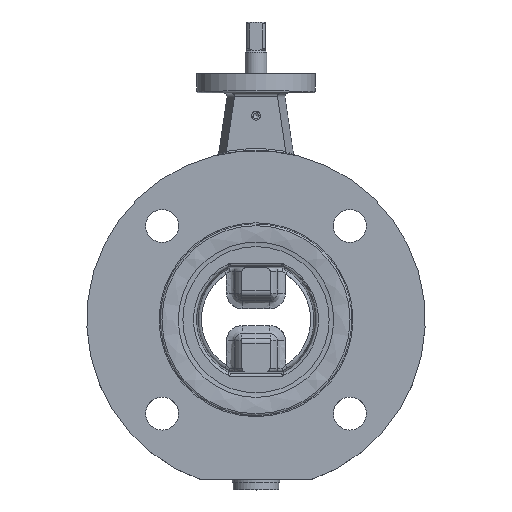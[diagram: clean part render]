
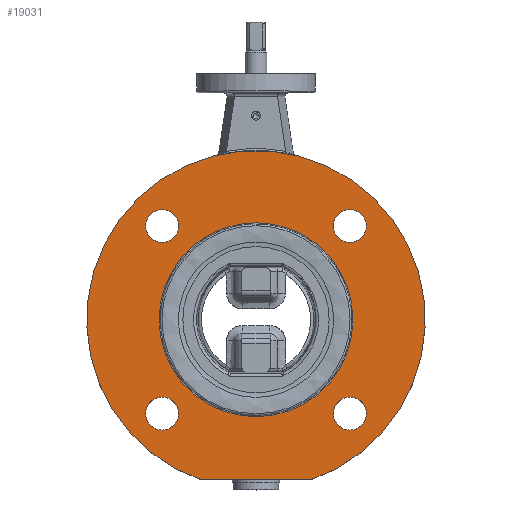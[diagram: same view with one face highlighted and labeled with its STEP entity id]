
A CAD part, top view. The second image highlights one B-rep face of the part: STEP entity #19031.
In plain terms, the highlighted free-form (B-spline) face has degree [1, 1] with [2, 2] control points.
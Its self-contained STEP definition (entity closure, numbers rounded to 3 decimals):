
#121=CARTESIAN_POINT('',(30.0,-87.5,17.5));
#122=VERTEX_POINT('',#121);
#123=CARTESIAN_POINT('',(-30.0,-87.5,17.5));
#124=VERTEX_POINT('',#123);
#125=CARTESIAN_POINT('',(30.0,-87.5,17.5));
#126=DIRECTION('',(-1.0,0.0,0.0));
#127=VECTOR('',#126,60.0);
#128=LINE('',#125,#127);
#129=EDGE_CURVE('',#122,#124,#128,.T.);
#18591=CARTESIAN_POINT('',(0.0,0.0,17.5));
#18592=DIRECTION('',(0.0,0.0,1.0));
#18593=DIRECTION('',(-1.0,0.0,0.0));
#18594=AXIS2_PLACEMENT_3D('',#18591,#18592,#18593);
#18595=CIRCLE('',#18594,92.5);
#18596=EDGE_CURVE('',#122,#124,#18595,.T.);
#18799=CARTESIAN_POINT('',(-60.265,51.265,17.5));
#18800=VERTEX_POINT('',#18799);
#18801=CARTESIAN_POINT('',(-51.265,51.265,17.5));
#18802=DIRECTION('',(0.0,0.0,1.0));
#18803=DIRECTION('',(1.0,0.0,0.0));
#18804=AXIS2_PLACEMENT_3D('',#18801,#18802,#18803);
#18805=CIRCLE('',#18804,9.0);
#18806=EDGE_CURVE('',#18800,#18800,#18805,.T.);
#18827=CARTESIAN_POINT('',(51.265,60.265,17.5));
#18828=VERTEX_POINT('',#18827);
#18829=CARTESIAN_POINT('',(51.265,51.265,17.5));
#18830=DIRECTION('',(0.0,0.0,1.0));
#18831=DIRECTION('',(0.0,-1.0,0.0));
#18832=AXIS2_PLACEMENT_3D('',#18829,#18830,#18831);
#18833=CIRCLE('',#18832,9.0);
#18834=EDGE_CURVE('',#18828,#18828,#18833,.T.);
#18855=CARTESIAN_POINT('',(-51.265,-60.265,17.5));
#18856=VERTEX_POINT('',#18855);
#18857=CARTESIAN_POINT('',(-51.265,-51.265,17.5));
#18858=DIRECTION('',(0.0,0.0,1.0));
#18859=DIRECTION('',(0.0,1.0,0.0));
#18860=AXIS2_PLACEMENT_3D('',#18857,#18858,#18859);
#18861=CIRCLE('',#18860,9.0);
#18862=EDGE_CURVE('',#18856,#18856,#18861,.T.);
#18883=CARTESIAN_POINT('',(60.265,-51.265,17.5));
#18884=VERTEX_POINT('',#18883);
#18885=CARTESIAN_POINT('',(51.265,-51.265,17.5));
#18886=DIRECTION('',(0.0,0.0,1.0));
#18887=DIRECTION('',(-1.0,0.0,0.0));
#18888=AXIS2_PLACEMENT_3D('',#18885,#18886,#18887);
#18889=CIRCLE('',#18888,9.0);
#18890=EDGE_CURVE('',#18884,#18884,#18889,.T.);
#18999=CARTESIAN_POINT('',(-92.5,92.5,17.5));
#19000=CARTESIAN_POINT('',(92.5,92.5,17.5));
#19001=CARTESIAN_POINT('',(-92.5,-87.5,17.5));
#19002=CARTESIAN_POINT('',(92.5,-87.5,17.5));
#19003=B_SPLINE_SURFACE_WITH_KNOTS('',1,1,((#18999,#19001),(#19000,#19002)),.UNSPECIFIED.,.F.,.F.,.U.,(2,2),(2,2),(0.0,185.0),(0.0,180.0),.UNSPECIFIED.);
#19004=ORIENTED_EDGE('',*,*,#129,.F.);
#19005=ORIENTED_EDGE('',*,*,#18596,.T.);
#19006=EDGE_LOOP('',(#19004,#19005));
#19007=FACE_OUTER_BOUND('',#19006,.T.);
#19008=ORIENTED_EDGE('',*,*,#18890,.F.);
#19009=EDGE_LOOP('',(#19008));
#19010=FACE_BOUND('',#19009,.T.);
#19011=ORIENTED_EDGE('',*,*,#18862,.F.);
#19012=EDGE_LOOP('',(#19011));
#19013=FACE_BOUND('',#19012,.T.);
#19014=ORIENTED_EDGE('',*,*,#18834,.F.);
#19015=EDGE_LOOP('',(#19014));
#19016=FACE_BOUND('',#19015,.T.);
#19017=ORIENTED_EDGE('',*,*,#18806,.F.);
#19018=EDGE_LOOP('',(#19017));
#19019=FACE_BOUND('',#19018,.T.);
#19020=CARTESIAN_POINT('',(0.0,53.,17.5));
#19021=VERTEX_POINT('',#19020);
#19022=CARTESIAN_POINT('',(0.0,0.0,17.5));
#19023=DIRECTION('',(0.0,0.0,-1.0));
#19024=DIRECTION('',(0.0,1.0,0.0));
#19025=AXIS2_PLACEMENT_3D('',#19022,#19023,#19024);
#19026=CIRCLE('',#19025,53.);
#19027=EDGE_CURVE('',#19021,#19021,#19026,.T.);
#19028=ORIENTED_EDGE('',*,*,#19027,.T.);
#19029=EDGE_LOOP('',(#19028));
#19030=FACE_BOUND('',#19029,.T.);
#19031=ADVANCED_FACE('',(#19007,#19010,#19013,#19016,#19019,#19030),#19003,.F.);
